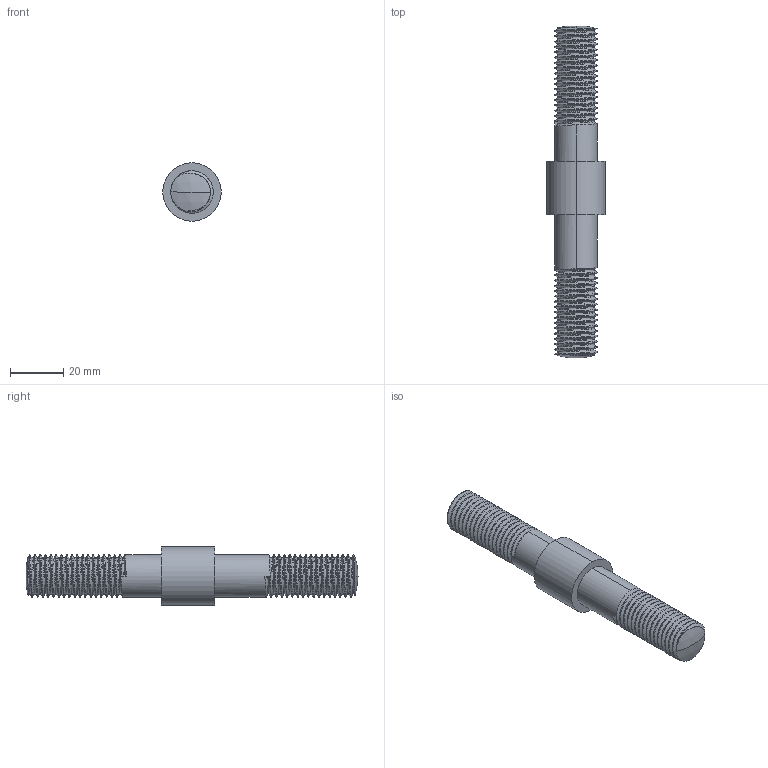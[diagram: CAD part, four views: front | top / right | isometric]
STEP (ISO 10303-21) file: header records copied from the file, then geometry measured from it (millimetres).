
FILE_DESCRIPTION (( 'STEP AP214' ), '1' );
FILE_NAME ('Stud.STEP', '2025-02-16T17:22:11', ( '' ), ( '' ), 'SwSTEP 2.0', 'SolidWorks 2024', '' );
FILE_SCHEMA (( 'AUTOMOTIVE_DESIGN' ));
Length unit declared in the file: millimetre
Products named in the file (1): Stud
Bounding box: 22 x 125 x 22 mm (x, y, z)
Volume: 26528.4 mm3; surface area: 9036.9 mm2
Topology: 1 solids, 1 shells, 87 faces, 252 edges, 167 vertices
Faces by surface type: cylinder 73, bspline 6, plane 4, sphere 2, torus 2
Entity records: 9922 total; most frequent: CARTESIAN_POINT 8087, ORIENTED_EDGE 500, DIRECTION 268, EDGE_CURVE 250, VERTEX_POINT 167, AXIS2_PLACEMENT_3D 95, EDGE_LOOP 89, FACE_OUTER_BOUND 87
